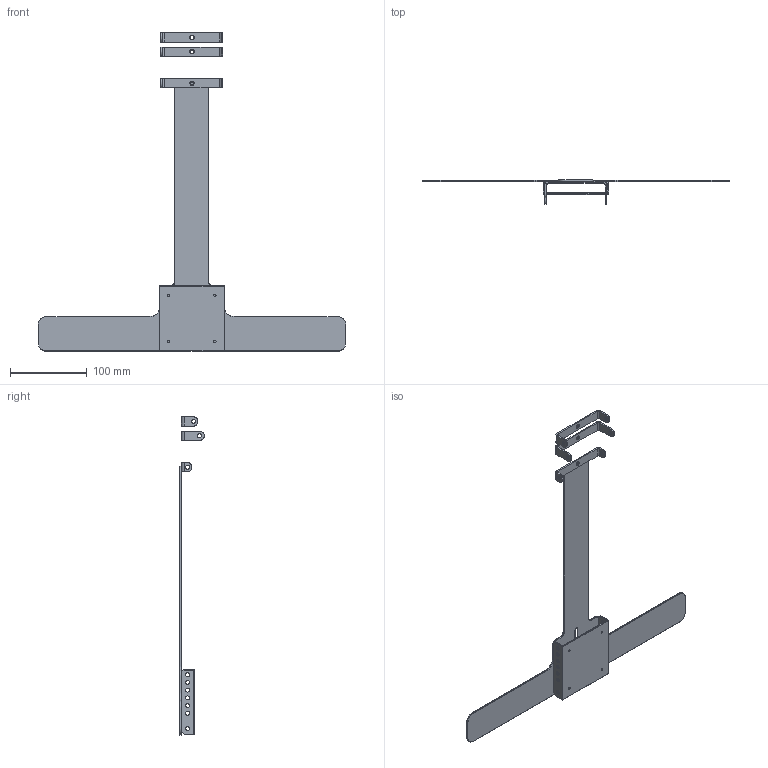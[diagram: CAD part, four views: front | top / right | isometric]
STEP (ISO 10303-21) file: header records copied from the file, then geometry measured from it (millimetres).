
FILE_DESCRIPTION(/* description */ (''),/* implementation_level */ '2;1');
FILE_NAME(/* name */ 'Global step_.step',/* time_stamp */ '2024-05-20T20:17:07+02:00',/* author */ (''),/* organization */ (''),/* preprocessor_version */ 'ST-DEVELOPER v20',/* originating_system */ 'Autodesk Translation Framework v12.20.1.177',/* authorisation */ '');
FILE_SCHEMA (('AUTOMOTIVE_DESIGN { 1 0 10303 214 3 1 1 }'));
Length unit declared in the file: millimetre
Products named in the file (1): Sans nom
Bounding box: 400 x 32 x 414.03 mm (x, y, z)
Volume: 93492.8 mm3; surface area: 99941.4 mm2
Topology: 7 solids, 7 shells, 234 faces, 585 edges, 365 vertices
Faces by surface type: cylinder 123, plane 70, torus 24, bspline 8, cone 5, sphere 4
Full cylindrical faces by diameter (mm): 3 x4, 5 x33
Entity records: 7545 total; most frequent: CARTESIAN_POINT 1671, DIRECTION 1254, ORIENTED_EDGE 1170, EDGE_CURVE 585, AXIS2_PLACEMENT_3D 482, VERTEX_POINT 365, EDGE_LOOP 310, LINE 290
